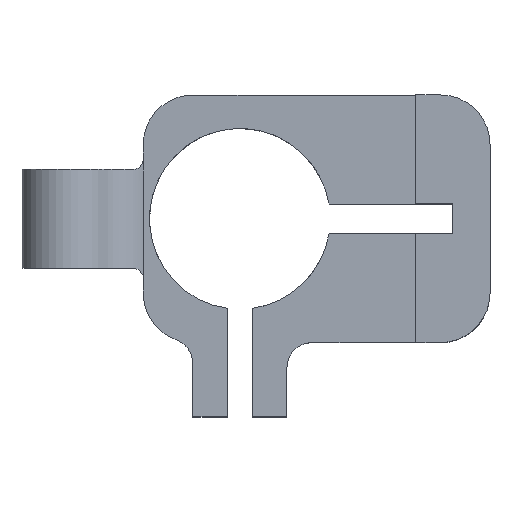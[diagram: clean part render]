
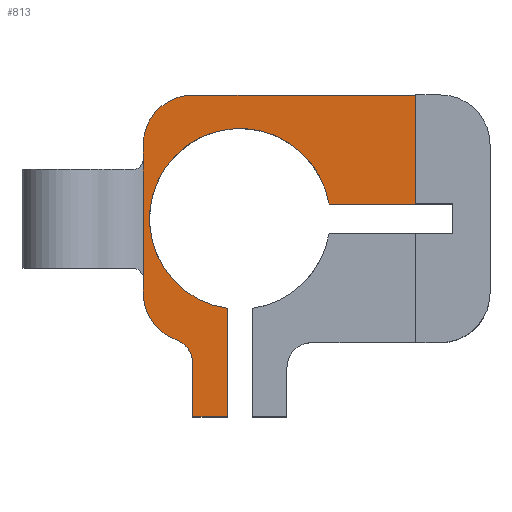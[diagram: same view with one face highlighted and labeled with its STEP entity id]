
A CAD part, top view. The second image highlights one B-rep face of the part: STEP entity #813.
In plain terms, the highlighted planar face has unit normal (0, 0, 1).
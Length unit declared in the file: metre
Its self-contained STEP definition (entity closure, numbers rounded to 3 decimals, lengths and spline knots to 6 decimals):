
#39=LINE('',#1440,#119);
#49=LINE('',#1460,#129);
#52=LINE('',#1469,#132);
#53=LINE('',#1473,#133);
#54=LINE('',#1479,#134);
#55=LINE('',#1481,#135);
#56=LINE('',#1483,#136);
#57=LINE('',#1486,#137);
#58=LINE('',#1490,#138);
#119=VECTOR('',#1204,1.);
#129=VECTOR('',#1220,1.);
#132=VECTOR('',#1227,1.);
#133=VECTOR('',#1230,1.);
#134=VECTOR('',#1235,1.);
#135=VECTOR('',#1236,1.);
#136=VECTOR('',#1237,1.);
#137=VECTOR('',#1240,1.);
#138=VECTOR('',#1243,1.);
#218=ORIENTED_EDGE('',*,*,#443,.F.);
#219=ORIENTED_EDGE('',*,*,#444,.T.);
#220=ORIENTED_EDGE('',*,*,#445,.F.);
#221=ORIENTED_EDGE('',*,*,#446,.F.);
#222=ORIENTED_EDGE('',*,*,#447,.T.);
#223=ORIENTED_EDGE('',*,*,#448,.T.);
#224=ORIENTED_EDGE('',*,*,#449,.F.);
#225=ORIENTED_EDGE('',*,*,#450,.F.);
#226=ORIENTED_EDGE('',*,*,#451,.F.);
#227=ORIENTED_EDGE('',*,*,#452,.F.);
#228=ORIENTED_EDGE('',*,*,#430,.T.);
#229=ORIENTED_EDGE('',*,*,#440,.T.);
#230=ORIENTED_EDGE('',*,*,#453,.T.);
#231=ORIENTED_EDGE('',*,*,#454,.T.);
#232=ORIENTED_EDGE('',*,*,#455,.F.);
#430=EDGE_CURVE('',#545,#544,#39,.T.);
#440=EDGE_CURVE('',#544,#552,#49,.T.);
#443=EDGE_CURVE('',#554,#555,#612,.F.);
#444=EDGE_CURVE('',#554,#556,#52,.T.);
#445=EDGE_CURVE('',#557,#556,#613,.F.);
#446=EDGE_CURVE('',#558,#557,#53,.T.);
#447=EDGE_CURVE('',#558,#559,#614,.F.);
#448=EDGE_CURVE('',#559,#560,#615,.T.);
#449=EDGE_CURVE('',#561,#560,#54,.T.);
#450=EDGE_CURVE('',#562,#561,#55,.T.);
#451=EDGE_CURVE('',#563,#562,#56,.T.);
#452=EDGE_CURVE('',#545,#563,#616,.T.);
#453=EDGE_CURVE('',#552,#564,#57,.T.);
#454=EDGE_CURVE('',#564,#565,#617,.F.);
#455=EDGE_CURVE('',#555,#565,#58,.T.);
#544=VERTEX_POINT('',#1439);
#545=VERTEX_POINT('',#1441);
#552=VERTEX_POINT('',#1461);
#554=VERTEX_POINT('',#1467);
#555=VERTEX_POINT('',#1468);
#556=VERTEX_POINT('',#1470);
#557=VERTEX_POINT('',#1472);
#558=VERTEX_POINT('',#1474);
#559=VERTEX_POINT('',#1476);
#560=VERTEX_POINT('',#1478);
#561=VERTEX_POINT('',#1480);
#562=VERTEX_POINT('',#1482);
#563=VERTEX_POINT('',#1484);
#564=VERTEX_POINT('',#1487);
#565=VERTEX_POINT('',#1489);
#612=CIRCLE('',#1118,0.002);
#613=CIRCLE('',#1119,0.002);
#614=CIRCLE('',#1120,0.01);
#615=CIRCLE('',#1121,0.005);
#616=CIRCLE('',#1122,0.01825);
#617=CIRCLE('',#1123,0.01);
#646=EDGE_LOOP('',(#218,#219,#220,#221,#222,#223,#224,#225,#226,#227,#228,
#229,#230,#231,#232));
#696=FACE_BOUND('',#646,.T.);
#746=PLANE('',#1117);
#813=ADVANCED_FACE('',(#696),#746,.F.);
#1117=AXIS2_PLACEMENT_3D('',#1465,#1223,#1224);
#1118=AXIS2_PLACEMENT_3D('',#1466,#1225,#1226);
#1119=AXIS2_PLACEMENT_3D('',#1471,#1228,#1229);
#1120=AXIS2_PLACEMENT_3D('',#1475,#1231,#1232);
#1121=AXIS2_PLACEMENT_3D('',#1477,#1233,#1234);
#1122=AXIS2_PLACEMENT_3D('',#1485,#1238,#1239);
#1123=AXIS2_PLACEMENT_3D('',#1488,#1241,#1242);
#1204=DIRECTION('',(1.,0.,0.));
#1220=DIRECTION('',(0.,1.,0.));
#1223=DIRECTION('',(0.,0.,-1.));
#1224=DIRECTION('',(1.,0.,0.));
#1225=DIRECTION('',(0.,0.,-1.));
#1226=DIRECTION('',(1.,0.,0.));
#1227=DIRECTION('',(0.,-1.,0.));
#1228=DIRECTION('',(0.,0.,-1.));
#1229=DIRECTION('',(1.,0.,0.));
#1230=DIRECTION('',(0.,1.,0.));
#1231=DIRECTION('',(0.,0.,-1.));
#1232=DIRECTION('',(1.,0.,0.));
#1233=DIRECTION('',(0.,0.,-1.));
#1234=DIRECTION('',(1.,0.,0.));
#1235=DIRECTION('',(0.,1.,0.));
#1236=DIRECTION('',(-1.,0.,0.));
#1237=DIRECTION('',(0.,-1.,0.));
#1238=DIRECTION('',(0.,0.,1.));
#1239=DIRECTION('',(-1.,0.,0.));
#1240=DIRECTION('',(-1.,0.,0.));
#1241=DIRECTION('',(0.,0.,-1.));
#1242=DIRECTION('',(1.,0.,0.));
#1243=DIRECTION('',(0.,1.,0.));
#1439=CARTESIAN_POINT('',(0.0275,-0.022,0.));
#1440=CARTESIAN_POINT('',(-0.0275,-0.022,0.));
#1441=CARTESIAN_POINT('',(0.010007,-0.022,0.));
#1460=CARTESIAN_POINT('',(0.0275,-0.05,0.));
#1461=CARTESIAN_POINT('',(0.0275,0.,0.));
#1465=CARTESIAN_POINT('',(-0.0275,-0.05,0.));
#1466=CARTESIAN_POINT('',(-0.0295,-0.013,0.));
#1467=CARTESIAN_POINT('',(-0.027503,-0.0131,0.));
#1468=CARTESIAN_POINT('',(-0.0275,-0.013,0.));
#1469=CARTESIAN_POINT('',(-0.027503,-0.035,0.));
#1470=CARTESIAN_POINT('',(-0.027503,-0.0369,0.));
#1471=CARTESIAN_POINT('',(-0.0295,-0.037,0.));
#1472=CARTESIAN_POINT('',(-0.0275,-0.037,0.));
#1473=CARTESIAN_POINT('',(-0.0275,-0.05,0.));
#1474=CARTESIAN_POINT('',(-0.0275,-0.04,0.));
#1475=CARTESIAN_POINT('',(-0.0175,-0.04,0.));
#1476=CARTESIAN_POINT('',(-0.020833,-0.049428,0.));
#1477=CARTESIAN_POINT('',(-0.0225,-0.054142,0.));
#1478=CARTESIAN_POINT('',(-0.0175,-0.054142,0.));
#1479=CARTESIAN_POINT('',(-0.0175,-0.065,0.));
#1480=CARTESIAN_POINT('',(-0.0175,-0.065,0.));
#1481=CARTESIAN_POINT('',(0.001511,-0.065,0.));
#1482=CARTESIAN_POINT('',(-0.010494,-0.065,0.));
#1483=CARTESIAN_POINT('',(-0.010494,-0.070276,0.));
#1484=CARTESIAN_POINT('',(-0.010494,-0.043078,0.));
#1485=CARTESIAN_POINT('',(-0.007994,-0.025,0.));
#1486=CARTESIAN_POINT('',(-0.0275,0.,0.));
#1487=CARTESIAN_POINT('',(-0.0175,0.,0.));
#1488=CARTESIAN_POINT('',(-0.0175,-0.01,0.));
#1489=CARTESIAN_POINT('',(-0.0275,-0.01,0.));
#1490=CARTESIAN_POINT('',(-0.0275,-0.015,0.));
